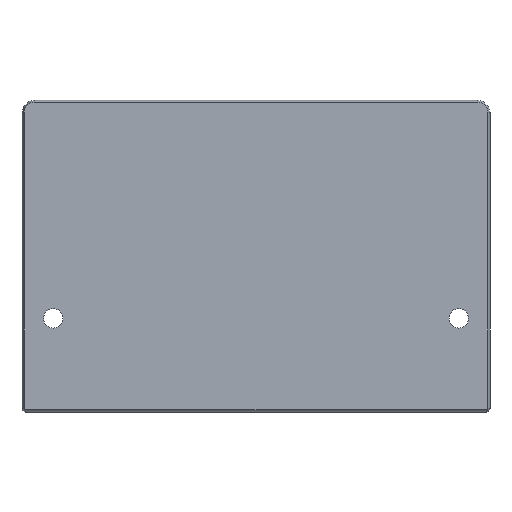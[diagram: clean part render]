
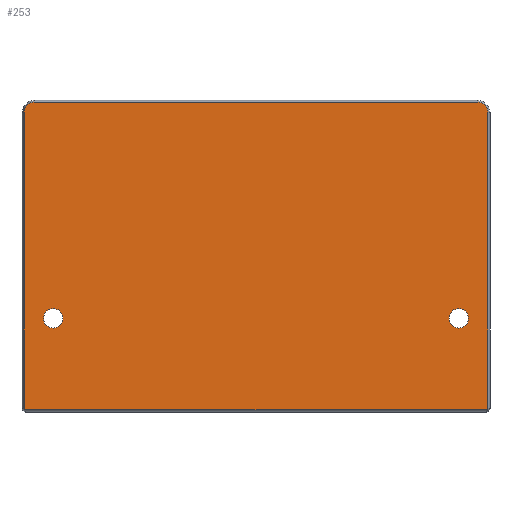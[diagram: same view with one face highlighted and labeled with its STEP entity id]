
A CAD part, front view. The second image highlights one B-rep face of the part: STEP entity #253.
In plain terms, the highlighted planar face has unit normal (0, -1, 0).
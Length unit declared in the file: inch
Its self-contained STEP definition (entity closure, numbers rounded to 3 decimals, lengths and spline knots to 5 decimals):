
#2=DIRECTION('',(0.,0.,-1.));
#3=VECTOR('',#2,4.743);
#4=CARTESIAN_POINT('',(3.71651,-0.125,2.303));
#5=LINE('',#4,#3);
#6=CARTESIAN_POINT('',(3.69,-0.125,-2.44));
#7=DIRECTION('',(0.,1.,0.));
#8=DIRECTION('',(1.,0.,0.));
#9=AXIS2_PLACEMENT_3D('',#6,#7,#8);
#11=DIRECTION('',(-1.,0.,0.));
#12=VECTOR('',#11,7.38);
#13=CARTESIAN_POINT('',(3.69,-0.125,-2.46651));
#14=LINE('',#13,#12);
#15=CARTESIAN_POINT('',(-3.69,-0.125,-2.44));
#16=DIRECTION('',(0.,1.,0.));
#17=DIRECTION('',(0.,0.,-1.));
#18=AXIS2_PLACEMENT_3D('',#15,#16,#17);
#20=DIRECTION('',(0.,0.,1.));
#21=VECTOR('',#20,4.743);
#22=CARTESIAN_POINT('',(-3.71651,-0.125,-2.44));
#23=LINE('',#22,#21);
#24=CARTESIAN_POINT('',(-3.553,-0.125,2.303));
#25=DIRECTION('',(0.,1.,0.));
#26=DIRECTION('',(-1.,0.,0.));
#27=AXIS2_PLACEMENT_3D('',#24,#25,#26);
#29=DIRECTION('',(1.,0.,0.));
#30=VECTOR('',#29,7.106);
#31=CARTESIAN_POINT('',(-3.553,-0.125,2.46651));
#32=LINE('',#31,#30);
#33=CARTESIAN_POINT('',(3.553,-0.125,2.303));
#34=DIRECTION('',(0.,1.,0.));
#35=DIRECTION('',(0.,0.,1.));
#36=AXIS2_PLACEMENT_3D('',#33,#34,#35);
#38=CARTESIAN_POINT('',(-3.25,-0.125,-1.));
#39=DIRECTION('',(0.,1.,0.));
#40=DIRECTION('',(1.,0.,0.));
#41=AXIS2_PLACEMENT_3D('',#38,#39,#40);
#43=CARTESIAN_POINT('',(-3.25,-0.125,-1.));
#44=DIRECTION('',(0.,1.,0.));
#45=DIRECTION('',(-1.,0.,0.));
#46=AXIS2_PLACEMENT_3D('',#43,#44,#45);
#48=CARTESIAN_POINT('',(3.25,-0.125,-1.));
#49=DIRECTION('',(0.,1.,0.));
#50=DIRECTION('',(1.,0.,0.));
#51=AXIS2_PLACEMENT_3D('',#48,#49,#50);
#53=CARTESIAN_POINT('',(3.25,-0.125,-1.));
#54=DIRECTION('',(0.,1.,0.));
#55=DIRECTION('',(-1.,0.,0.));
#56=AXIS2_PLACEMENT_3D('',#53,#54,#55);
#170=CARTESIAN_POINT('',(3.71651,-0.125,2.303));
#172=VERTEX_POINT('',#170);
#174=CARTESIAN_POINT('',(3.71651,-0.125,-2.44));
#175=VERTEX_POINT('',#174);
#176=CARTESIAN_POINT('',(3.69,-0.125,-2.46651));
#177=VERTEX_POINT('',#176);
#178=CARTESIAN_POINT('',(-3.69,-0.125,-2.46651));
#179=VERTEX_POINT('',#178);
#180=CARTESIAN_POINT('',(-3.71651,-0.125,-2.44));
#181=VERTEX_POINT('',#180);
#182=CARTESIAN_POINT('',(-3.71651,-0.125,2.303));
#183=VERTEX_POINT('',#182);
#184=CARTESIAN_POINT('',(-3.553,-0.125,2.46651));
#185=VERTEX_POINT('',#184);
#186=CARTESIAN_POINT('',(3.553,-0.125,2.46651));
#187=VERTEX_POINT('',#186);
#202=CARTESIAN_POINT('',(-3.094,-0.125,-1.));
#203=CARTESIAN_POINT('',(-3.406,-0.125,-1.));
#204=VERTEX_POINT('',#202);
#205=VERTEX_POINT('',#203);
#206=CARTESIAN_POINT('',(3.406,-0.125,-1.));
#207=CARTESIAN_POINT('',(3.094,-0.125,-1.));
#208=VERTEX_POINT('',#206);
#209=VERTEX_POINT('',#207);
#218=CARTESIAN_POINT('',(0.,-0.125,0.));
#219=DIRECTION('',(0.,1.,0.));
#220=DIRECTION('',(1.,0.,0.));
#221=AXIS2_PLACEMENT_3D('',#218,#219,#220);
#222=PLANE('',#221);
#224=ORIENTED_EDGE('',*,*,#223,.T.);
#226=ORIENTED_EDGE('',*,*,#225,.T.);
#228=ORIENTED_EDGE('',*,*,#227,.T.);
#230=ORIENTED_EDGE('',*,*,#229,.T.);
#232=ORIENTED_EDGE('',*,*,#231,.T.);
#234=ORIENTED_EDGE('',*,*,#233,.T.);
#236=ORIENTED_EDGE('',*,*,#235,.T.);
#238=ORIENTED_EDGE('',*,*,#237,.T.);
#239=EDGE_LOOP('',(#224,#226,#228,#230,#232,#234,#236,#238));
#240=FACE_OUTER_BOUND('',#239,.F.);
#242=ORIENTED_EDGE('',*,*,#241,.F.);
#244=ORIENTED_EDGE('',*,*,#243,.F.);
#245=EDGE_LOOP('',(#242,#244));
#246=FACE_BOUND('',#245,.F.);
#248=ORIENTED_EDGE('',*,*,#247,.F.);
#250=ORIENTED_EDGE('',*,*,#249,.F.);
#251=EDGE_LOOP('',(#248,#250));
#252=FACE_BOUND('',#251,.F.);
#253=ADVANCED_FACE('',(#240,#246,#252),#222,.F.);
#10=CIRCLE('',#9,0.02651);
#19=CIRCLE('',#18,0.02651);
#28=CIRCLE('',#27,0.16351);
#37=CIRCLE('',#36,0.16351);
#42=CIRCLE('',#41,0.156);
#47=CIRCLE('',#46,0.156);
#52=CIRCLE('',#51,0.156);
#57=CIRCLE('',#56,0.156);
#223=EDGE_CURVE('',#172,#175,#5,.T.);
#225=EDGE_CURVE('',#175,#177,#10,.T.);
#227=EDGE_CURVE('',#177,#179,#14,.T.);
#229=EDGE_CURVE('',#179,#181,#19,.T.);
#231=EDGE_CURVE('',#181,#183,#23,.T.);
#233=EDGE_CURVE('',#183,#185,#28,.T.);
#235=EDGE_CURVE('',#185,#187,#32,.T.);
#237=EDGE_CURVE('',#187,#172,#37,.T.);
#241=EDGE_CURVE('',#204,#205,#42,.T.);
#243=EDGE_CURVE('',#205,#204,#47,.T.);
#247=EDGE_CURVE('',#208,#209,#52,.T.);
#249=EDGE_CURVE('',#209,#208,#57,.T.);
